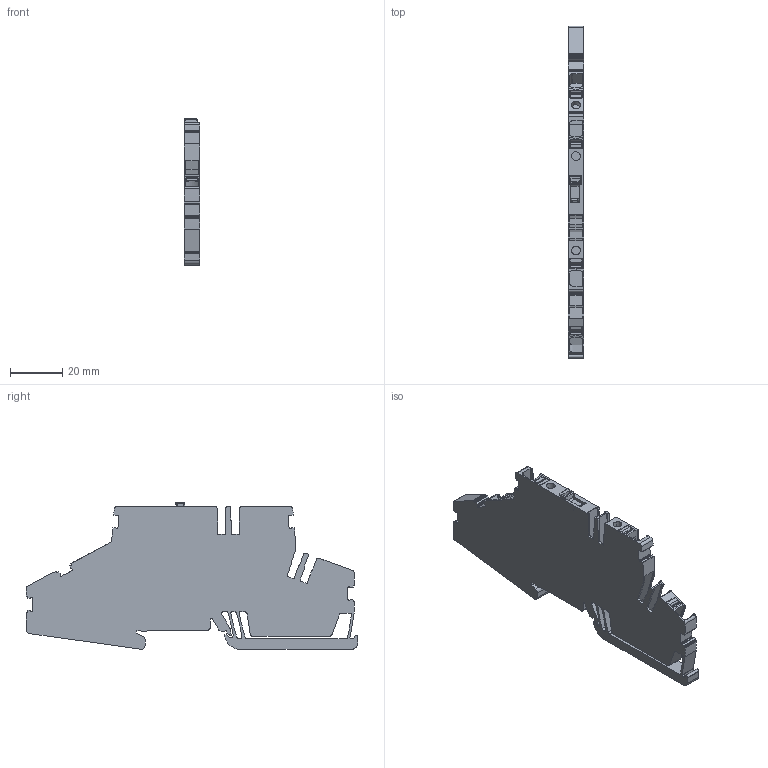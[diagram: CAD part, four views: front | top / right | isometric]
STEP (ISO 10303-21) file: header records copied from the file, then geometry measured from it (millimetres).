
FILE_DESCRIPTION(('CATIA V5 STEP Exchange','CAx-IF Rec.Pracs.--- Model Styling and Organization---1.5--- 2016-08-15','CAx-IF Rec.Pracs.---Supplemental Geometry---1.0---2011-11-01','CAx-IF Rec.Pracs.--- Composite Materials ---1.1---2010-07-15'),'2;1');
FILE_NAME ('1373825-5_4', '2025-09-19T12:42:40+00:00', ('none'), ('Weidmueller'), 'CATIA Version 5-6 Release 2024 SP4', 'CATIA V5 STEP AP214 v3', 'none');
FILE_SCHEMA(('AUTOMOTIVE_DESIGN { 1 0 10303 214 1 1 1 1 }'));
Length unit declared in the file: millimetre
Products named in the file (1): 2831520000
Bounding box: 6.1 x 127.26 x 56.16 mm (x, y, z)
Volume: 28206.3 mm3; surface area: 15874.1 mm2
Topology: 6 solids, 6 shells, 881 faces, 2538 edges, 1669 vertices
Faces by surface type: plane 403, cylinder 398, extrusion 52, torus 18, sphere 8, bspline 2
Entity records: 28434 total; most frequent: CARTESIAN_POINT 6325, ORIENTED_EDGE 5056, DIRECTION 3744, EDGE_CURVE 2528, VERTEX_POINT 1669, VECTOR 1663, LINE 1611, AXIS2_PLACEMENT_3D 1396
